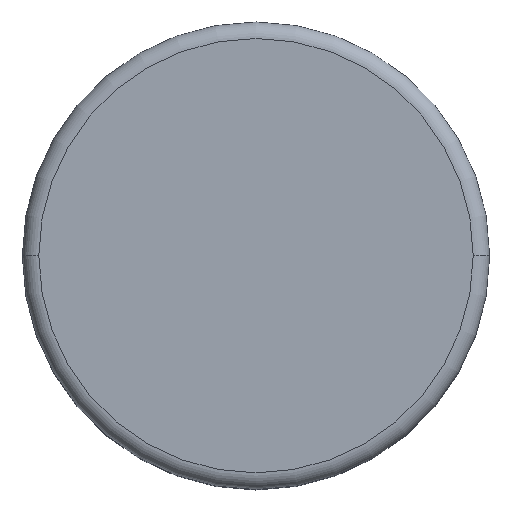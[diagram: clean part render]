
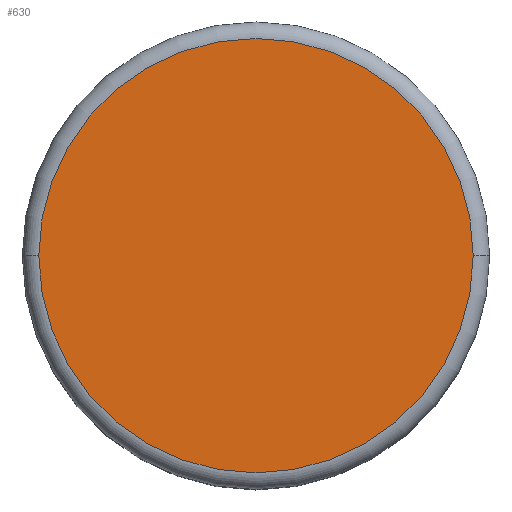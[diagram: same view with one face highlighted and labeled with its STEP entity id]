
A CAD part, top view. The second image highlights one B-rep face of the part: STEP entity #630.
In plain terms, the highlighted planar face has unit normal (0, 0, 1).
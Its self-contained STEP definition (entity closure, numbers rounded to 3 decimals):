
#550=CARTESIAN_POINT('',(-3.95,0.,12.85));
#551=VERTEX_POINT('',#550);
#560=CARTESIAN_POINT('',(3.95,0.0,12.85));
#561=VERTEX_POINT('',#560);
#569=CARTESIAN_POINT('',(0.,0.,12.85));
#570=DIRECTION('',(0.0,0.0,-1.0));
#571=DIRECTION('',(-1.0,0.0,0.0));
#572=AXIS2_PLACEMENT_3D('',#569,#570,#571);
#573=CIRCLE('',#572,3.95);
#574=EDGE_CURVE('',#561,#551,#573,.T.);
#585=CARTESIAN_POINT('',(0.,0.,12.85));
#586=DIRECTION('',(0.0,0.0,-1.0));
#587=DIRECTION('',(-1.0,0.0,0.0));
#588=AXIS2_PLACEMENT_3D('',#585,#586,#587);
#589=CIRCLE('',#588,3.95);
#590=EDGE_CURVE('',#551,#561,#589,.T.);
#621=CARTESIAN_POINT('',(0.,0.,12.85));
#622=DIRECTION('',(0.0,0.0,1.0));
#623=DIRECTION('',(1.0,0.0,0.0));
#624=AXIS2_PLACEMENT_3D('',#621,#622,#623);
#625=PLANE('',#624);
#626=ORIENTED_EDGE('',*,*,#574,.F.);
#627=ORIENTED_EDGE('',*,*,#590,.F.);
#628=EDGE_LOOP('',(#626,#627));
#629=FACE_OUTER_BOUND('',#628,.T.);
#630=ADVANCED_FACE('',(#629),#625,.T.);
